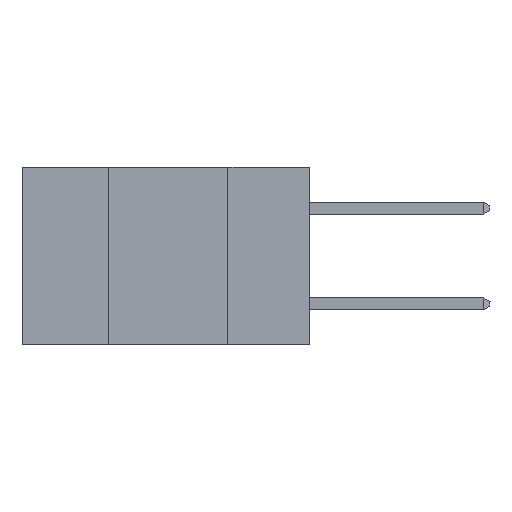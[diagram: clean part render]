
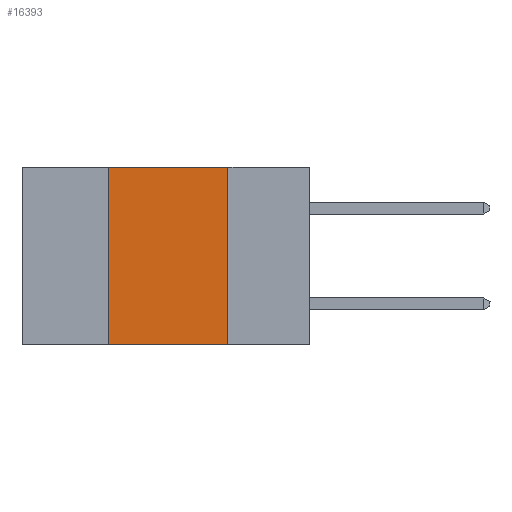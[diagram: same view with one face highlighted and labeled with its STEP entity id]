
A CAD part, left-side view. The second image highlights one B-rep face of the part: STEP entity #16393.
In plain terms, the highlighted planar face has unit normal (-1, 0, 0).
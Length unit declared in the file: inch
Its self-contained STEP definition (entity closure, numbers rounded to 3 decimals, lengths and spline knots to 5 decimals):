
#426 = ORIENTED_EDGE ( 'NONE', *, *, #8728, .F. ) ;
#3449 = LINE ( 'NONE', #13744, #46076 ) ;
#4634 = DIRECTION ( 'NONE',  ( 0., -1., 0. ) ) ;
#5039 = FACE_OUTER_BOUND ( 'NONE', #28451, .T. ) ;
#5513 = CARTESIAN_POINT ( 'NONE',  ( 0., 0.6, 0. ) ) ;
#6098 = DIRECTION ( 'NONE',  ( 0., 0., -1. ) ) ;
#7051 = CARTESIAN_POINT ( 'NONE',  ( 0., 0.17, -0.37 ) ) ;
#7620 = VECTOR ( 'NONE', #4634, 39.37008 ) ;
#7950 = EDGE_CURVE ( 'NONE', #12444, #27321, #36626, .T. ) ;
#8728 = EDGE_CURVE ( 'NONE', #27321, #15937, #29545, .T. ) ;
#9351 = DIRECTION ( 'NONE',  ( 1., 0., 0. ) ) ;
#12444 = VERTEX_POINT ( 'NONE', #29470 ) ;
#12756 = CARTESIAN_POINT ( 'NONE',  ( 0., 0.17, 0. ) ) ;
#12998 = ORIENTED_EDGE ( 'NONE', *, *, #44556, .T. ) ;
#13744 = CARTESIAN_POINT ( 'NONE',  ( 0., 0.6, -0.37 ) ) ;
#14887 = DIRECTION ( 'NONE',  ( 0., 0., 1. ) ) ;
#15937 = VERTEX_POINT ( 'NONE', #12756 ) ;
#16393 = ADVANCED_FACE ( 'NONE', ( #5039 ), #23213, .F. ) ;
#16859 = LINE ( 'NONE', #31909, #45120 ) ;
#18054 = DIRECTION ( 'NONE',  ( 0., -1., 0. ) ) ;
#18470 = CARTESIAN_POINT ( 'NONE',  ( 0., 0.42, 0. ) ) ;
#19669 = EDGE_CURVE ( 'NONE', #15937, #40417, #16859, .T. ) ;
#23213 = PLANE ( 'NONE',  #45369 ) ;
#25106 = VECTOR ( 'NONE', #14887, 39.37008 ) ;
#26040 = CARTESIAN_POINT ( 'NONE',  ( 0., 0.42, 0. ) ) ;
#27321 = VERTEX_POINT ( 'NONE', #26040 ) ;
#28451 = EDGE_LOOP ( 'NONE', ( #40615, #426, #43066, #12998 ) ) ;
#29470 = CARTESIAN_POINT ( 'NONE',  ( 0., 0.42, -0.37 ) ) ;
#29545 = LINE ( 'NONE', #36690, #7620 ) ;
#31909 = CARTESIAN_POINT ( 'NONE',  ( 0., 0.17, 0. ) ) ;
#33717 = DIRECTION ( 'NONE',  ( 0., 0., -1. ) ) ;
#36626 = LINE ( 'NONE', #18470, #25106 ) ;
#36690 = CARTESIAN_POINT ( 'NONE',  ( 0., 0.6, 0. ) ) ;
#40417 = VERTEX_POINT ( 'NONE', #7051 ) ;
#40615 = ORIENTED_EDGE ( 'NONE', *, *, #19669, .F. ) ;
#43066 = ORIENTED_EDGE ( 'NONE', *, *, #7950, .F. ) ;
#44556 = EDGE_CURVE ( 'NONE', #12444, #40417, #3449, .T. ) ;
#45120 = VECTOR ( 'NONE', #6098, 39.37008 ) ;
#45369 = AXIS2_PLACEMENT_3D ( 'NONE', #5513, #9351, #33717 ) ;
#46076 = VECTOR ( 'NONE', #18054, 39.37008 ) ;
